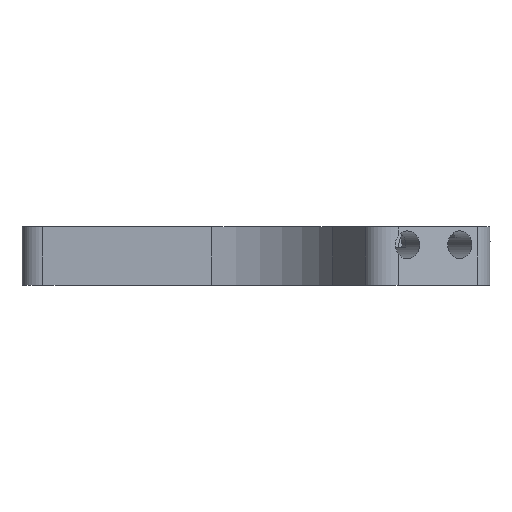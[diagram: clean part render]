
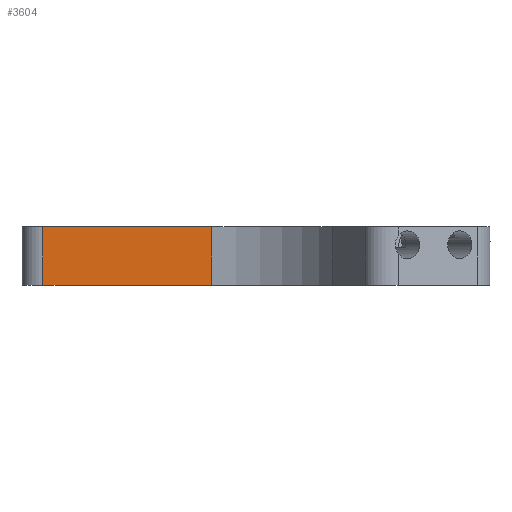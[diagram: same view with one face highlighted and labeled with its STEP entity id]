
A CAD part, left-side view. The second image highlights one B-rep face of the part: STEP entity #3604.
In plain terms, the highlighted planar face has unit normal (-1, 0, 0).
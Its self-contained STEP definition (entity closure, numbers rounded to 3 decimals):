
#429=FACE_OUTER_BOUND('',#651,.T.);
#651=EDGE_LOOP('',(#2695,#2696,#2697,#2698));
#867=LINE('',#5135,#1189);
#925=LINE('',#5535,#1247);
#944=LINE('',#5597,#1266);
#945=LINE('',#5599,#1267);
#1189=VECTOR('',#4118,10.);
#1247=VECTOR('',#4294,10.);
#1266=VECTOR('',#4341,10.);
#1267=VECTOR('',#4344,1000.);
#1529=VERTEX_POINT('',#5132);
#1530=VERTEX_POINT('',#5134);
#1588=VERTEX_POINT('',#5532);
#1589=VERTEX_POINT('',#5534);
#1900=EDGE_CURVE('',#1529,#1530,#867,.T.);
#1995=EDGE_CURVE('',#1589,#1588,#925,.T.);
#2027=EDGE_CURVE('',#1530,#1588,#944,.T.);
#2028=EDGE_CURVE('',#1529,#1589,#945,.T.);
#2695=ORIENTED_EDGE('',*,*,#2027,.F.);
#2696=ORIENTED_EDGE('',*,*,#1900,.F.);
#2697=ORIENTED_EDGE('',*,*,#2028,.T.);
#2698=ORIENTED_EDGE('',*,*,#1995,.T.);
#3480=PLANE('',#3859);
#3604=ADVANCED_FACE('',(#429),#3480,.T.);
#3859=AXIS2_PLACEMENT_3D('',#5598,#4342,#4343);
#4118=DIRECTION('',(0.,1.,0.));
#4294=DIRECTION('',(0.,1.,0.));
#4341=DIRECTION('',(0.,0.,1.));
#4342=DIRECTION('center_axis',(-1.,0.,0.));
#4343=DIRECTION('ref_axis',(0.,-1.,0.));
#4344=DIRECTION('',(0.,0.,1.));
#5132=CARTESIAN_POINT('',(-17.35,12.287,-5.8));
#5134=CARTESIAN_POINT('',(-17.35,36.5,-5.8));
#5135=CARTESIAN_POINT('',(-17.35,39.,-5.8));
#5532=CARTESIAN_POINT('',(-17.35,36.5,2.6));
#5534=CARTESIAN_POINT('',(-17.35,12.287,2.6));
#5535=CARTESIAN_POINT('',(-17.35,39.,2.6));
#5597=CARTESIAN_POINT('',(-17.35,36.5,-5.8));
#5598=CARTESIAN_POINT('Origin',(-17.35,39.,-5.8));
#5599=CARTESIAN_POINT('',(-17.35,12.287,2.6));
